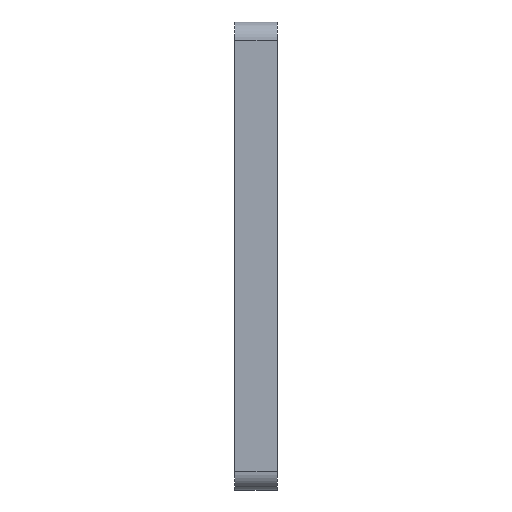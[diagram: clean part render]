
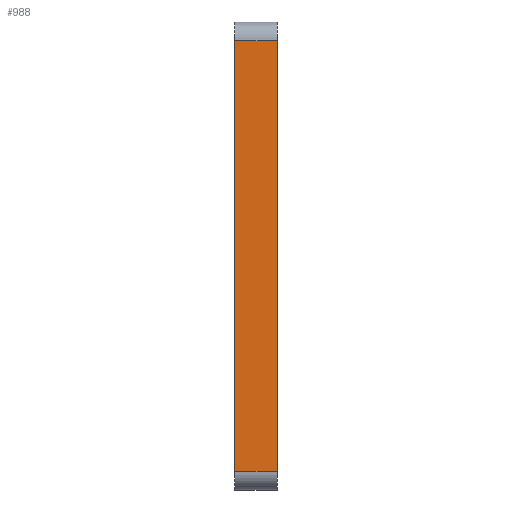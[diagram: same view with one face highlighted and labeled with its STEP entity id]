
A CAD part, left-side view. The second image highlights one B-rep face of the part: STEP entity #988.
In plain terms, the highlighted planar face has unit normal (-1, 0, 0).
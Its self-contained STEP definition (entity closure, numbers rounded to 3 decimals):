
#6 = VERTEX_POINT ( 'NONE', #807 ) ;
#7 = DIRECTION ( 'NONE',  ( 0., 0., 1. ) ) ;
#117 = VERTEX_POINT ( 'NONE', #283 ) ;
#127 = LINE ( 'NONE', #499, #999 ) ;
#204 = VERTEX_POINT ( 'NONE', #1186 ) ;
#229 = PLANE ( 'NONE',  #468 ) ;
#242 = DIRECTION ( 'NONE',  ( 0., -1., 0. ) ) ;
#283 = CARTESIAN_POINT ( 'NONE',  ( -40., 0., 23. ) ) ;
#337 = DIRECTION ( 'NONE',  ( 0., 1., 0. ) ) ;
#340 = EDGE_CURVE ( 'NONE', #649, #6, #127, .T. ) ;
#415 = EDGE_CURVE ( 'NONE', #649, #204, #885, .T. ) ;
#435 = CARTESIAN_POINT ( 'NONE',  ( -40., 2., -23. ) ) ;
#468 = AXIS2_PLACEMENT_3D ( 'NONE', #599, #1070, #975 ) ;
#499 = CARTESIAN_POINT ( 'NONE',  ( -40., 4.5, -25. ) ) ;
#549 = CARTESIAN_POINT ( 'NONE',  ( -40., 4.5, -23. ) ) ;
#552 = ORIENTED_EDGE ( 'NONE', *, *, #340, .F. ) ;
#568 = DIRECTION ( 'NONE',  ( 0., 0., 1. ) ) ;
#579 = VECTOR ( 'NONE', #7, 1000. ) ;
#599 = CARTESIAN_POINT ( 'NONE',  ( -40., 2., -25. ) ) ;
#621 = VECTOR ( 'NONE', #337, 1000. ) ;
#630 = ORIENTED_EDGE ( 'NONE', *, *, #1002, .T. ) ;
#649 = VERTEX_POINT ( 'NONE', #549 ) ;
#656 = CARTESIAN_POINT ( 'NONE',  ( -40., 0., -25. ) ) ;
#694 = EDGE_LOOP ( 'NONE', ( #552, #832, #861, #630 ) ) ;
#798 = LINE ( 'NONE', #1167, #621 ) ;
#805 = FACE_OUTER_BOUND ( 'NONE', #694, .T. ) ;
#807 = CARTESIAN_POINT ( 'NONE',  ( -40., 4.5, 23. ) ) ;
#832 = ORIENTED_EDGE ( 'NONE', *, *, #415, .T. ) ;
#861 = ORIENTED_EDGE ( 'NONE', *, *, #1156, .T. ) ;
#885 = LINE ( 'NONE', #435, #1195 ) ;
#975 = DIRECTION ( 'NONE',  ( 0., 0., -1. ) ) ;
#988 = ADVANCED_FACE ( 'NONE', ( #805 ), #229, .F. ) ;
#999 = VECTOR ( 'NONE', #568, 1000. ) ;
#1002 = EDGE_CURVE ( 'NONE', #117, #6, #798, .T. ) ;
#1070 = DIRECTION ( 'NONE',  ( 1., 0., 0. ) ) ;
#1113 = LINE ( 'NONE', #656, #579 ) ;
#1156 = EDGE_CURVE ( 'NONE', #204, #117, #1113, .T. ) ;
#1167 = CARTESIAN_POINT ( 'NONE',  ( -40., 2., 23. ) ) ;
#1186 = CARTESIAN_POINT ( 'NONE',  ( -40., 0., -23. ) ) ;
#1195 = VECTOR ( 'NONE', #242, 1000. ) ;
